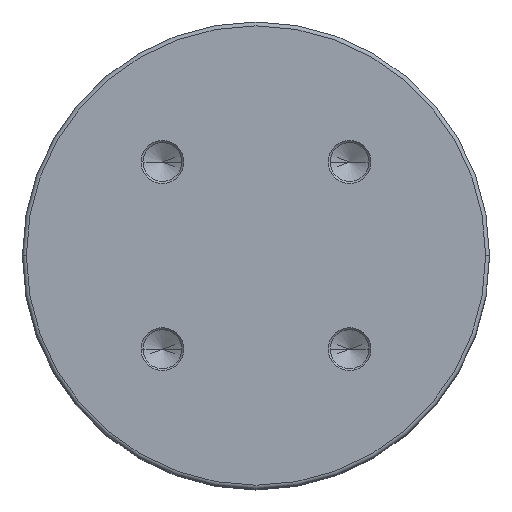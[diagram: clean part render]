
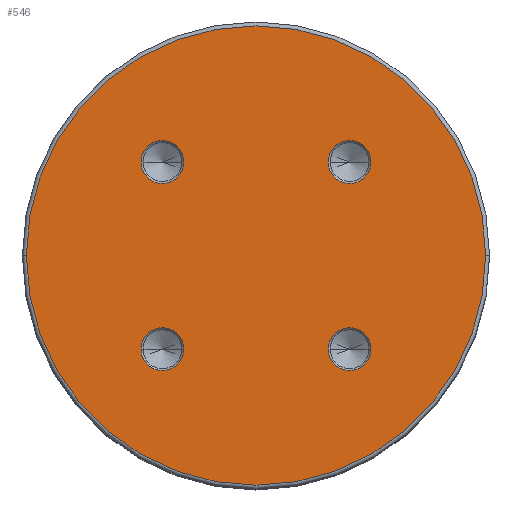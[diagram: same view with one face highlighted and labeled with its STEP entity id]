
A CAD part, top view. The second image highlights one B-rep face of the part: STEP entity #546.
In plain terms, the highlighted planar face has unit normal (0, 0, 1).
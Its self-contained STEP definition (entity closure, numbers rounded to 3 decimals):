
#13 = ORIENTED_EDGE ( 'NONE', *, *, #375, .F. ) ;
#14 = ORIENTED_EDGE ( 'NONE', *, *, #1280, .F. ) ;
#15 = ORIENTED_EDGE ( 'NONE', *, *, #1289, .T. ) ;
#16 = ORIENTED_EDGE ( 'NONE', *, *, #376, .T. ) ;
#30 = ORIENTED_EDGE ( 'NONE', *, *, #1304, .T. ) ;
#31 = ORIENTED_EDGE ( 'NONE', *, *, #377, .T. ) ;
#32 = ORIENTED_EDGE ( 'NONE', *, *, #378, .F. ) ;
#33 = ORIENTED_EDGE ( 'NONE', *, *, #1267, .F. ) ;
#34 = ORIENTED_EDGE ( 'NONE', *, *, #1882, .T. ) ;
#35 = ORIENTED_EDGE ( 'NONE', *, *, #379, .T. ) ;
#106 = VERTEX_POINT ( 'NONE', #1863 ) ;
#108 = VERTEX_POINT ( 'NONE', #1061 ) ;
#125 = VERTEX_POINT ( 'NONE', #1621 ) ;
#128 = VERTEX_POINT ( 'NONE', #1624 ) ;
#130 = VERTEX_POINT ( 'NONE', #1616 ) ;
#144 = VERTEX_POINT ( 'NONE', #799 ) ;
#233 = CARTESIAN_POINT ( 'NONE',  ( -59., 0., 0. ) ) ;
#248 = CARTESIAN_POINT ( 'NONE',  ( 59., 0., 0. ) ) ;
#336 = CARTESIAN_POINT ( 'NONE',  ( -24.042, 24.042, 0. ) ) ;
#337 = DIRECTION ( 'NONE',  ( 0., 0., -1. ) ) ;
#338 = DIRECTION ( 'NONE',  ( -1., 0., 0. ) ) ;
#375 = EDGE_CURVE ( 'NONE', #130, #128, #951, .T. ) ;
#376 = EDGE_CURVE ( 'NONE', #125, #144, #943, .T. ) ;
#377 = EDGE_CURVE ( 'NONE', #106, #108, #940, .T. ) ;
#378 = EDGE_CURVE ( 'NONE', #524, #516, #909, .T. ) ;
#379 = EDGE_CURVE ( 'NONE', #1716, #1731, #944, .T. ) ;
#454 = CARTESIAN_POINT ( 'NONE',  ( 24.042, -24.042, 0. ) ) ;
#455 = DIRECTION ( 'NONE',  ( 0., 0., -1. ) ) ;
#456 = DIRECTION ( 'NONE',  ( 1., 0., 0. ) ) ;
#516 = VERTEX_POINT ( 'NONE', #1767 ) ;
#524 = VERTEX_POINT ( 'NONE', #1775 ) ;
#546 = ADVANCED_FACE ( 'NONE', ( #1789, #1667, #1669, #1671, #1665 ), #1672, .F. ) ;
#562 = CARTESIAN_POINT ( 'NONE',  ( 24.042, 24.042, 0. ) ) ;
#563 = DIRECTION ( 'NONE',  ( 0., 0., 1. ) ) ;
#564 = DIRECTION ( 'NONE',  ( 1., 0., 0. ) ) ;
#615 = CARTESIAN_POINT ( 'NONE',  ( -24.042, -24.042, 0. ) ) ;
#616 = DIRECTION ( 'NONE',  ( 0., 0., 1. ) ) ;
#617 = DIRECTION ( 'NONE',  ( -1., 0., 0. ) ) ;
#799 = CARTESIAN_POINT ( 'NONE',  ( -29.542, 24.042, 0. ) ) ;
#891 = AXIS2_PLACEMENT_3D ( 'NONE', #1668, #1673, #1674 ) ;
#900 = AXIS2_PLACEMENT_3D ( 'NONE', #1745, #1746, #1747 ) ;
#909 = CIRCLE ( 'NONE', #900, 5.5 ) ;
#918 = AXIS2_PLACEMENT_3D ( 'NONE', #1736, #1737, #1738 ) ;
#938 = AXIS2_PLACEMENT_3D ( 'NONE', #1742, #1743, #1744 ) ;
#940 = CIRCLE ( 'NONE', #938, 5.5 ) ;
#942 = AXIS2_PLACEMENT_3D ( 'NONE', #1749, #1750, #1751 ) ;
#943 = CIRCLE ( 'NONE', #953, 5.5 ) ;
#944 = CIRCLE ( 'NONE', #942, 59. ) ;
#951 = CIRCLE ( 'NONE', #918, 5.5 ) ;
#953 = AXIS2_PLACEMENT_3D ( 'NONE', #1739, #1740, #1741 ) ;
#958 = AXIS2_PLACEMENT_3D ( 'NONE', #336, #337, #338 ) ;
#964 = AXIS2_PLACEMENT_3D ( 'NONE', #454, #455, #456 ) ;
#968 = CIRCLE ( 'NONE', #958, 5.5 ) ;
#1061 = CARTESIAN_POINT ( 'NONE',  ( 29.542, -24.042, 0. ) ) ;
#1100 = CARTESIAN_POINT ( 'NONE',  ( 0., 0., 0. ) ) ;
#1101 = DIRECTION ( 'NONE',  ( 0., 0., 1. ) ) ;
#1102 = DIRECTION ( 'NONE',  ( 1., 0., 0. ) ) ;
#1236 = CIRCLE ( 'NONE', #964, 5.5 ) ;
#1237 = AXIS2_PLACEMENT_3D ( 'NONE', #615, #616, #617 ) ;
#1267 = EDGE_CURVE ( 'NONE', #516, #524, #1822, .T. ) ;
#1280 = EDGE_CURVE ( 'NONE', #128, #130, #1569, .T. ) ;
#1289 = EDGE_CURVE ( 'NONE', #144, #125, #968, .T. ) ;
#1304 = EDGE_CURVE ( 'NONE', #108, #106, #1236, .T. ) ;
#1491 = CIRCLE ( 'NONE', #1493, 59. ) ;
#1493 = AXIS2_PLACEMENT_3D ( 'NONE', #1100, #1101, #1102 ) ;
#1569 = CIRCLE ( 'NONE', #1237, 5.5 ) ;
#1616 = CARTESIAN_POINT ( 'NONE',  ( -29.542, -24.042, 0. ) ) ;
#1621 = CARTESIAN_POINT ( 'NONE',  ( -18.542, 24.042, 0. ) ) ;
#1624 = CARTESIAN_POINT ( 'NONE',  ( -18.542, -24.042, 0. ) ) ;
#1665 = FACE_OUTER_BOUND ( 'NONE', #1950, .T. ) ;
#1667 = FACE_BOUND ( 'NONE', #1944, .T. ) ;
#1668 = CARTESIAN_POINT ( 'NONE',  ( 0., 0., 0. ) ) ;
#1669 = FACE_BOUND ( 'NONE', #1945, .T. ) ;
#1671 = FACE_BOUND ( 'NONE', #1947, .T. ) ;
#1672 = PLANE ( 'NONE',  #891 ) ;
#1673 = DIRECTION ( 'NONE',  ( 0., 0., -1. ) ) ;
#1674 = DIRECTION ( 'NONE',  ( -1., 0., 0. ) ) ;
#1716 = VERTEX_POINT ( 'NONE', #233 ) ;
#1731 = VERTEX_POINT ( 'NONE', #248 ) ;
#1736 = CARTESIAN_POINT ( 'NONE',  ( -24.042, -24.042, 0. ) ) ;
#1737 = DIRECTION ( 'NONE',  ( 0., 0., 1. ) ) ;
#1738 = DIRECTION ( 'NONE',  ( -1., 0., 0. ) ) ;
#1739 = CARTESIAN_POINT ( 'NONE',  ( -24.042, 24.042, 0. ) ) ;
#1740 = DIRECTION ( 'NONE',  ( 0., 0., -1. ) ) ;
#1741 = DIRECTION ( 'NONE',  ( -1., 0., 0. ) ) ;
#1742 = CARTESIAN_POINT ( 'NONE',  ( 24.042, -24.042, 0. ) ) ;
#1743 = DIRECTION ( 'NONE',  ( 0., 0., -1. ) ) ;
#1744 = DIRECTION ( 'NONE',  ( 1., 0., 0. ) ) ;
#1745 = CARTESIAN_POINT ( 'NONE',  ( 24.042, 24.042, 0. ) ) ;
#1746 = DIRECTION ( 'NONE',  ( 0., 0., 1. ) ) ;
#1747 = DIRECTION ( 'NONE',  ( 1., 0., 0. ) ) ;
#1749 = CARTESIAN_POINT ( 'NONE',  ( 0., 0., 0. ) ) ;
#1750 = DIRECTION ( 'NONE',  ( 0., 0., 1. ) ) ;
#1751 = DIRECTION ( 'NONE',  ( 1., 0., 0. ) ) ;
#1767 = CARTESIAN_POINT ( 'NONE',  ( 18.542, 24.042, 0. ) ) ;
#1775 = CARTESIAN_POINT ( 'NONE',  ( 29.542, 24.042, 0. ) ) ;
#1789 = FACE_BOUND ( 'NONE', #1948, .T. ) ;
#1822 = CIRCLE ( 'NONE', #1823, 5.5 ) ;
#1823 = AXIS2_PLACEMENT_3D ( 'NONE', #562, #563, #564 ) ;
#1863 = CARTESIAN_POINT ( 'NONE',  ( 18.542, -24.042, 0. ) ) ;
#1882 = EDGE_CURVE ( 'NONE', #1731, #1716, #1491, .T. ) ;
#1944 = EDGE_LOOP ( 'NONE', ( #15, #16 ) ) ;
#1945 = EDGE_LOOP ( 'NONE', ( #30, #31 ) ) ;
#1947 = EDGE_LOOP ( 'NONE', ( #32, #33 ) ) ;
#1948 = EDGE_LOOP ( 'NONE', ( #13, #14 ) ) ;
#1950 = EDGE_LOOP ( 'NONE', ( #34, #35 ) ) ;
